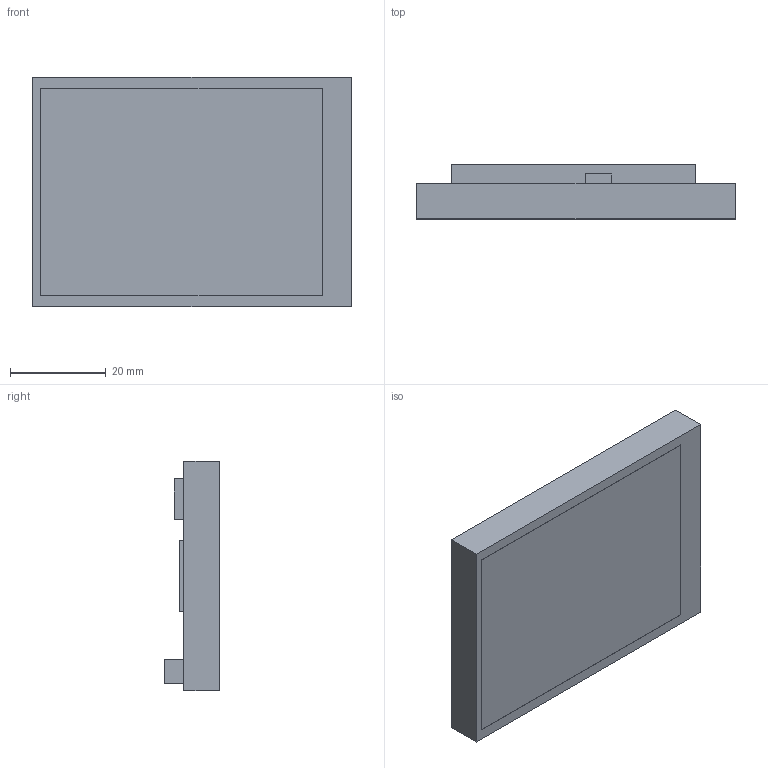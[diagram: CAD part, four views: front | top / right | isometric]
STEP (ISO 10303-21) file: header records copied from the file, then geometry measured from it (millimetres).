
FILE_DESCRIPTION((''),'2;1');
FILE_NAME('28INCHDPILCD','2021-06-18T',('Administrator'),(''),'PRO/ENGINEER BY PARAMETRIC TECHNOLOGY CORPORATION, 2001280','PRO/ENGINEER BY PARAMETRIC TECHNOLOGY CORPORATION, 2001280','');
FILE_SCHEMA(('CONFIG_CONTROL_DESIGN'));
Length unit declared in the file: millimetre
Products named in the file (1): 28INCHDPILCD
Bounding box: 66.4 x 11.4 x 48 mm (x, y, z)
Volume: 24281 mm3; surface area: 9258.8 mm2
Topology: 1 solids, 1 shells, 244 faces, 588 edges, 392 vertices
Faces by surface type: plane 236, cylinder 8
Entity records: 7006 total; most frequent: CARTESIAN_POINT 1224, ORIENTED_EDGE 1176, DIRECTION 1092, EDGE_CURVE 588, VECTOR 572, LINE 572, VERTEX_POINT 392, EDGE_LOOP 290
